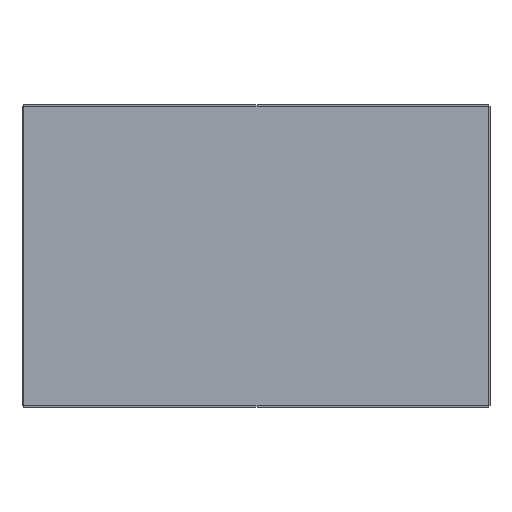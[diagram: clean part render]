
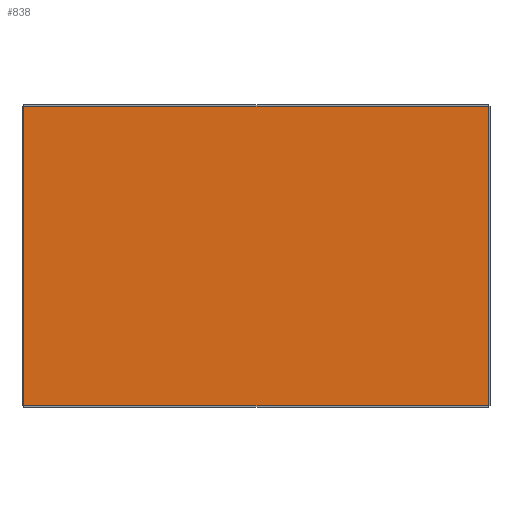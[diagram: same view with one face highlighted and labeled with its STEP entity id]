
A CAD part, front view. The second image highlights one B-rep face of the part: STEP entity #838.
In plain terms, the highlighted planar face has unit normal (0, -1, 0).
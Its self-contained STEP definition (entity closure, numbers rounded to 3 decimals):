
#24=DIRECTION('',(1.,0.,0.));
#25=VECTOR('',#24,61.636);
#26=CARTESIAN_POINT('',(5.907,4.4,-186.135));
#27=LINE('',#26,#25);
#80=DIRECTION('',(0.,0.,-1.));
#81=VECTOR('',#80,39.703);
#82=CARTESIAN_POINT('',(5.907,4.4,-146.433));
#83=LINE('',#82,#81);
#294=DIRECTION('',(0.,0.,1.));
#295=VECTOR('',#294,39.703);
#296=CARTESIAN_POINT('',(67.543,4.4,-186.135));
#297=LINE('',#296,#295);
#418=DIRECTION('',(-1.,0.,0.));
#419=VECTOR('',#418,61.636);
#420=CARTESIAN_POINT('',(67.543,4.4,-146.433));
#421=LINE('',#420,#419);
#636=CARTESIAN_POINT('',(67.543,4.4,-146.433));
#638=VERTEX_POINT('',#636);
#642=CARTESIAN_POINT('',(67.543,4.4,-186.135));
#643=VERTEX_POINT('',#642);
#656=CARTESIAN_POINT('',(5.907,4.4,-186.135));
#658=VERTEX_POINT('',#656);
#662=CARTESIAN_POINT('',(5.907,4.4,-146.433));
#663=VERTEX_POINT('',#662);
#824=CARTESIAN_POINT('',(0.,4.4,0.));
#825=DIRECTION('',(0.,1.,0.));
#826=DIRECTION('',(1.,0.,0.));
#827=AXIS2_PLACEMENT_3D('',#824,#825,#826);
#828=PLANE('',#827);
#829=ORIENTED_EDGE('',*,*,#789,.F.);
#831=ORIENTED_EDGE('',*,*,#830,.F.);
#833=ORIENTED_EDGE('',*,*,#832,.F.);
#835=ORIENTED_EDGE('',*,*,#834,.F.);
#836=EDGE_LOOP('',(#829,#831,#833,#835));
#837=FACE_OUTER_BOUND('',#836,.F.);
#789=EDGE_CURVE('',#658,#643,#27,.T.);
#830=EDGE_CURVE('',#663,#658,#83,.T.);
#832=EDGE_CURVE('',#638,#663,#421,.T.);
#834=EDGE_CURVE('',#643,#638,#297,.T.);
#838=ADVANCED_FACE('',(#837),#828,.F.);
